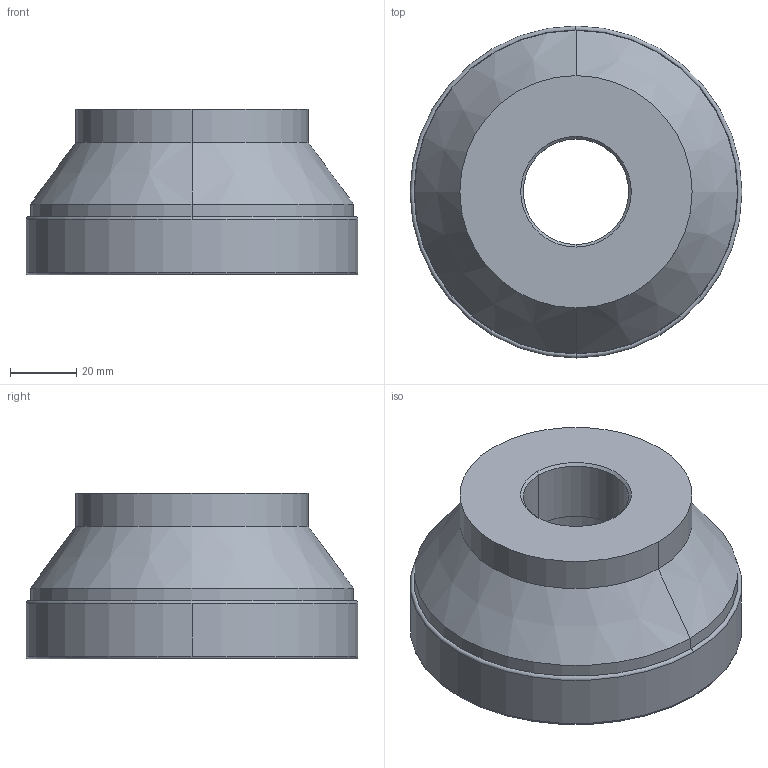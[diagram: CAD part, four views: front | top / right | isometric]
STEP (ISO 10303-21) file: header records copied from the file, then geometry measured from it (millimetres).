
FILE_DESCRIPTION(('no description'),'unknown implementation level');
FILE_NAME('solidQ6QnWYmuyv9Sj0kpaGMY1tONivg_1.STP',' ',('CIMSOURCE GmbH'),('CADClick - KiM GmbH - www.kimweb.de'),'unknown preprocess','ACIS','unknown authorization');
FILE_SCHEMA(('automotive_design'));
Length unit declared in the file: millimetre
Products named in the file (2): 1; 2
Bounding box: 100 x 100 x 50 mm (x, y, z)
Volume: 266702.7 mm3; surface area: 43996.7 mm2
Topology: 2 solids, 2 shells, 31 faces, 74 edges, 46 vertices
Faces by surface type: cylinder 10, cone 10, torus 8, plane 3
Entity records: 1839 total; most frequent: DIRECTION 200, CARTESIAN_POINT 156, STYLED_ITEM 153, PRESENTATION_STYLE_ASSIGNMENT 153, COLOUR_RGB 153, ORIENTED_EDGE 148, AXIS2_PLACEMENT_3D 90, EDGE_CURVE 74
